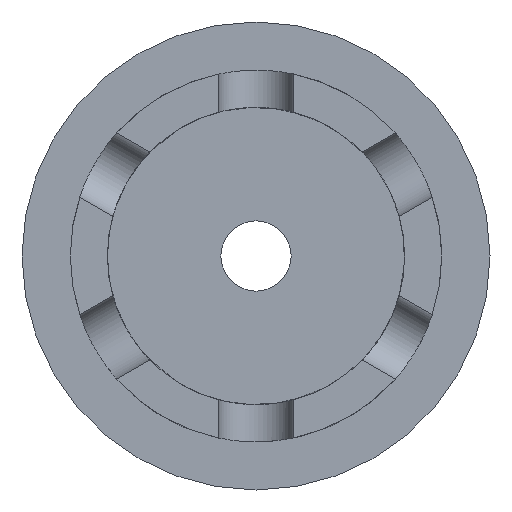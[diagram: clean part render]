
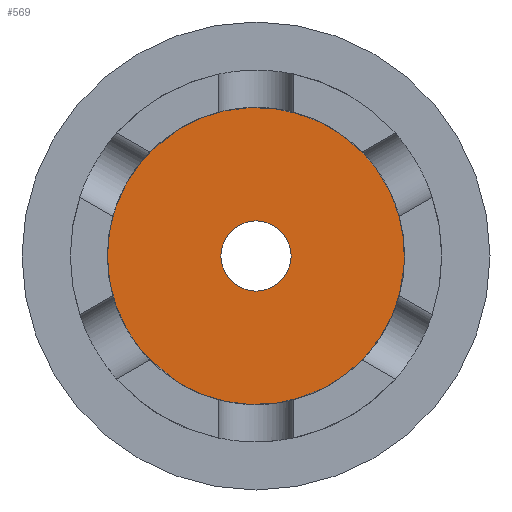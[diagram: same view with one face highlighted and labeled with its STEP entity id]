
A CAD part, front view. The second image highlights one B-rep face of the part: STEP entity #569.
In plain terms, the highlighted planar face has unit normal (0, -1, 0).
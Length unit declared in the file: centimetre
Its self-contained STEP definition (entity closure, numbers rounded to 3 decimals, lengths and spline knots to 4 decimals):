
#24=FACE_BOUND('',#133,.T.);
#38=CIRCLE('',#611,0.635);
#41=CIRCLE('',#616,0.15);
#95=FACE_OUTER_BOUND('',#132,.T.);
#132=EDGE_LOOP('',(#516));
#133=EDGE_LOOP('',(#517));
#279=VERTEX_POINT('',#1122);
#282=VERTEX_POINT('',#1130);
#357=EDGE_CURVE('',#279,#279,#38,.T.);
#360=EDGE_CURVE('',#282,#282,#41,.T.);
#516=ORIENTED_EDGE('',*,*,#357,.T.);
#517=ORIENTED_EDGE('',*,*,#360,.F.);
#538=PLANE('',#620);
#569=ADVANCED_FACE('',(#95,#24),#538,.F.);
#611=AXIS2_PLACEMENT_3D('',#1123,#749,#750);
#616=AXIS2_PLACEMENT_3D('',#1131,#759,#760);
#620=AXIS2_PLACEMENT_3D('',#1136,#767,#768);
#749=DIRECTION('center_axis',(0.,-1.,0.));
#750=DIRECTION('ref_axis',(1.,0.,0.));
#759=DIRECTION('center_axis',(0.,-1.,0.));
#760=DIRECTION('ref_axis',(1.,0.,0.));
#767=DIRECTION('center_axis',(0.,1.,0.));
#768=DIRECTION('ref_axis',(1.,0.,0.));
#1122=CARTESIAN_POINT('',(-0.635,0.,0.));
#1123=CARTESIAN_POINT('Origin',(0.,0.,0.));
#1130=CARTESIAN_POINT('',(-0.15,0.,0.));
#1131=CARTESIAN_POINT('Origin',(0.,0.,0.));
#1136=CARTESIAN_POINT('Origin',(0.,0.,0.));
